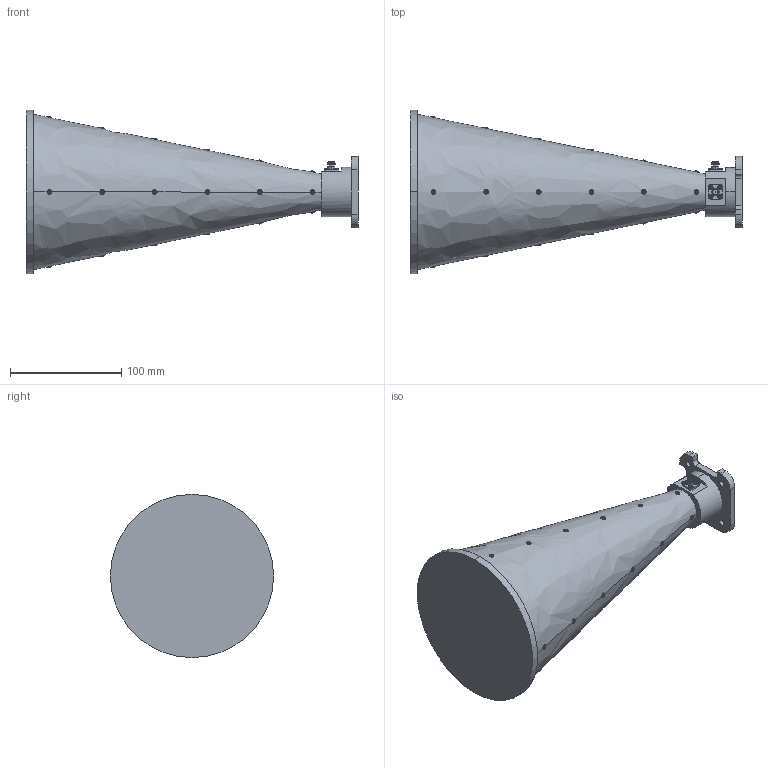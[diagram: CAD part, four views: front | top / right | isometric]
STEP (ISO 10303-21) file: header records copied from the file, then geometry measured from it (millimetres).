
FILE_DESCRIPTION (( 'STEP AP203' ), '1' );
FILE_NAME ('AC-TS12-DP-QR-RD-BX1..STEP', '2024-06-18T00:01:23', ( '' ), ( '' ), 'SwSTEP 2.0', 'SolidWorks 2021', '' );
FILE_SCHEMA (( 'CONFIG_CONTROL_DESIGN' ));
Length unit declared in the file: inch
Products named in the file (1): AC-TS12-DP-QR-RD-BX1.
Bounding box: 299 x 147 x 147 mm (x, y, z)
Volume: 1882685.7 mm3; surface area: 106112.5 mm2
Topology: 1 solids, 3 shells, 1467 faces, 4192 edges, 2754 vertices
Faces by surface type: plane 571, cylinder 504, cone 208, torus 84, sphere 64, bspline 36
Entity records: 63091 total; most frequent: CARTESIAN_POINT 27146, ORIENTED_EDGE 8384, DIRECTION 6620, EDGE_CURVE 4192, VERTEX_POINT 2754, AXIS2_PLACEMENT_3D 2712, B_SPLINE_CURVE_WITH_KNOTS 1598, EDGE_LOOP 1498
